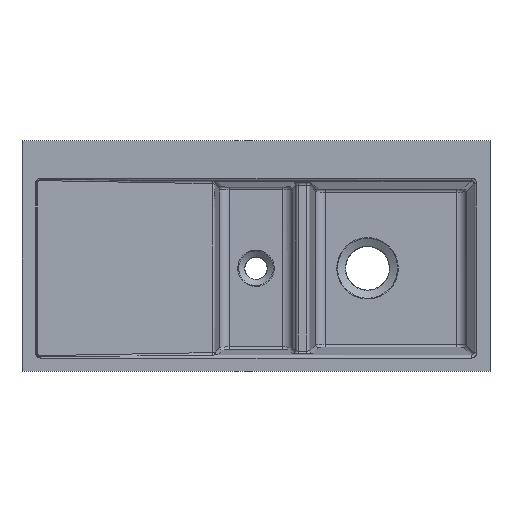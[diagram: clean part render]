
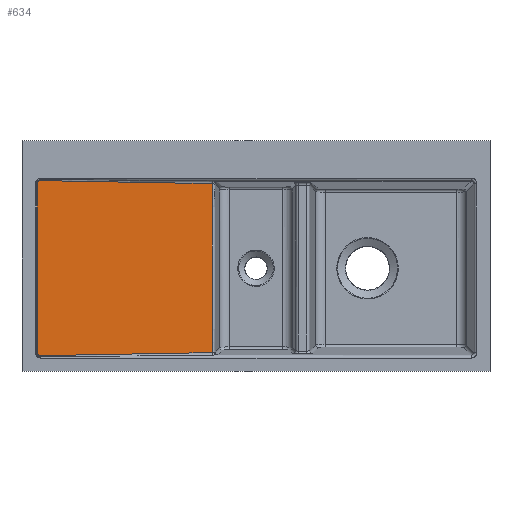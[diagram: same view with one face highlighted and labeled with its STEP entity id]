
A CAD part, top view. The second image highlights one B-rep face of the part: STEP entity #634.
In plain terms, the highlighted free-form (B-spline) face has degree [1, 1] with [2, 2] control points.
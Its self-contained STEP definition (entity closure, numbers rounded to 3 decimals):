
#257=FACE_OUTER_BOUND('',#833,.T.);
#460=B_SPLINE_CURVE_WITH_KNOTS('',3,(#6036,#6037,#6038,#6039,#6040,#6041,
#6042,#6043,#6044,#6045,#6046,#6047,#6048,#6049,#6050,#6051),
 .UNSPECIFIED.,.F.,.F.,(4,1,1,1,1,1,1,1,1,2,2,4),(0.,0.25,
0.375,0.438,0.469,0.484,
0.492,0.496,0.498,0.499,
0.5,1.),.UNSPECIFIED.);
#462=B_SPLINE_CURVE_WITH_KNOTS('',3,(#6081,#6082,#6083,#6084,#6085,#6086),
 .UNSPECIFIED.,.F.,.F.,(4,2,4),(0.,0.5,1.),.UNSPECIFIED.);
#464=B_SPLINE_CURVE_WITH_KNOTS('',1,(#6110,#6111),.UNSPECIFIED.,.F.,.F.,
(2,2),(0.,1.),.UNSPECIFIED.);
#466=B_SPLINE_CURVE_WITH_KNOTS('',3,(#6129,#6130,#6131,#6132,#6133,#6134),
 .UNSPECIFIED.,.F.,.F.,(4,2,4),(0.,0.5,1.),.UNSPECIFIED.);
#467=B_SPLINE_CURVE_WITH_KNOTS('',3,(#6155,#6156,#6157,#6158,#6159,#6160,
#6161,#6162,#6163,#6164,#6165,#6166,#6167,#6168,#6169,#6170),
 .UNSPECIFIED.,.F.,.F.,(4,1,1,1,1,1,1,1,1,2,2,4),(0.,0.25,
0.375,0.437,0.469,0.484,
0.492,0.496,0.498,0.499,
0.5,1.),.UNSPECIFIED.);
#472=B_SPLINE_CURVE_WITH_KNOTS('',1,(#6270,#6271),.UNSPECIFIED.,.F.,.F.,
(2,2),(0.,1.),.UNSPECIFIED.);
#634=ADVANCED_FACE('',(#257),#646,.T.);
#646=B_SPLINE_SURFACE_WITH_KNOTS('',1,1,((#6272,#6273),(#6274,#6275)),
 .UNSPECIFIED.,.F.,.F.,.F.,(2,2),(2,2),(0.,1.),(0.,1.),.UNSPECIFIED.);
#833=EDGE_LOOP('',(#1358,#1359,#1360,#1361,#1362,#1363));
#1358=ORIENTED_EDGE('',*,*,#1828,.T.);
#1359=ORIENTED_EDGE('',*,*,#1814,.T.);
#1360=ORIENTED_EDGE('',*,*,#1816,.T.);
#1361=ORIENTED_EDGE('',*,*,#1818,.T.);
#1362=ORIENTED_EDGE('',*,*,#1820,.T.);
#1363=ORIENTED_EDGE('',*,*,#1822,.T.);
#1551=VERTEX_POINT('',#6002);
#1552=VERTEX_POINT('',#6035);
#1553=VERTEX_POINT('',#6080);
#1554=VERTEX_POINT('',#6109);
#1555=VERTEX_POINT('',#6128);
#1556=VERTEX_POINT('',#6154);
#1814=EDGE_CURVE('',#1551,#1552,#460,.T.);
#1816=EDGE_CURVE('',#1552,#1553,#462,.T.);
#1818=EDGE_CURVE('',#1553,#1554,#464,.T.);
#1820=EDGE_CURVE('',#1554,#1555,#466,.T.);
#1822=EDGE_CURVE('',#1555,#1556,#467,.T.);
#1828=EDGE_CURVE('',#1556,#1551,#472,.T.);
#6002=CARTESIAN_POINT('',(-90.682,174.189,32.013));
#6035=CARTESIAN_POINT('',(-443.661,180.426,38.877));
#6036=CARTESIAN_POINT('',(-90.682,174.189,32.013));
#6037=CARTESIAN_POINT('',(-122.795,174.41,32.638));
#6038=CARTESIAN_POINT('',(-168.944,174.813,33.535));
#6039=CARTESIAN_POINT('',(-219.248,175.408,34.513));
#6040=CARTESIAN_POINT('',(-243.516,175.737,34.985));
#6041=CARTESIAN_POINT('',(-255.429,175.909,35.217));
#6042=CARTESIAN_POINT('',(-261.33,175.997,35.331));
#6043=CARTESIAN_POINT('',(-264.267,176.041,35.389));
#6044=CARTESIAN_POINT('',(-265.732,176.064,35.417));
#6045=CARTESIAN_POINT('',(-266.464,176.075,35.431));
#6046=CARTESIAN_POINT('',(-266.777,176.08,35.437));
#6047=CARTESIAN_POINT('',(-266.986,176.083,35.441));
#6048=CARTESIAN_POINT('',(-267.045,176.084,35.443));
#6049=CARTESIAN_POINT('',(-343.643,177.262,36.932));
#6050=CARTESIAN_POINT('',(-402.465,178.709,38.076));
#6051=CARTESIAN_POINT('',(-443.66,180.426,38.877));
#6080=CARTESIAN_POINT('',(-450.854,173.545,39.017));
#6081=CARTESIAN_POINT('',(-443.662,180.426,38.877));
#6082=CARTESIAN_POINT('',(-445.543,180.506,38.913));
#6083=CARTESIAN_POINT('',(-447.373,179.822,38.949));
#6084=CARTESIAN_POINT('',(-450.087,177.23,39.002));
#6085=CARTESIAN_POINT('',(-450.856,175.43,39.017));
#6086=CARTESIAN_POINT('',(-450.854,173.545,39.017));
#6109=CARTESIAN_POINT('',(-450.854,-173.545,39.017));
#6110=CARTESIAN_POINT('',(-450.854,173.544,39.017));
#6111=CARTESIAN_POINT('',(-450.854,-173.544,39.017));
#6128=CARTESIAN_POINT('',(-443.661,-180.426,38.877));
#6129=CARTESIAN_POINT('',(-450.854,-173.545,39.017));
#6130=CARTESIAN_POINT('',(-450.856,-175.426,39.017));
#6131=CARTESIAN_POINT('',(-450.085,-177.23,39.002));
#6132=CARTESIAN_POINT('',(-447.38,-179.817,38.949));
#6133=CARTESIAN_POINT('',(-445.547,-180.506,38.913));
#6134=CARTESIAN_POINT('',(-443.662,-180.426,38.877));
#6154=CARTESIAN_POINT('',(-90.682,-174.189,32.013));
#6155=CARTESIAN_POINT('',(-443.66,-180.426,38.877));
#6156=CARTESIAN_POINT('',(-423.063,-179.568,38.476));
#6157=CARTESIAN_POINT('',(-385.557,-178.381,37.747));
#6158=CARTESIAN_POINT('',(-330.232,-177.174,36.671));
#6159=CARTESIAN_POINT('',(-299.678,-176.615,36.077));
#6160=CARTESIAN_POINT('',(-283.678,-176.347,35.766));
#6161=CARTESIAN_POINT('',(-275.497,-176.216,35.607));
#6162=CARTESIAN_POINT('',(-271.362,-176.151,35.526));
#6163=CARTESIAN_POINT('',(-269.283,-176.118,35.486));
#6164=CARTESIAN_POINT('',(-268.24,-176.102,35.466));
#6165=CARTESIAN_POINT('',(-267.793,-176.095,35.457));
#6166=CARTESIAN_POINT('',(-267.495,-176.091,35.451));
#6167=CARTESIAN_POINT('',(-267.3,-176.088,35.448));
#6168=CARTESIAN_POINT('',(-213.747,-175.264,34.406));
#6169=CARTESIAN_POINT('',(-154.909,-174.632,33.262));
#6170=CARTESIAN_POINT('',(-90.682,-174.189,32.013));
#6270=CARTESIAN_POINT('',(-90.682,-174.189,32.013));
#6271=CARTESIAN_POINT('',(-90.682,174.189,32.013));
#6272=CARTESIAN_POINT('',(-509.81,285.705,40.163));
#6273=CARTESIAN_POINT('',(-76.482,285.705,31.737));
#6274=CARTESIAN_POINT('',(-509.81,-296.889,40.163));
#6275=CARTESIAN_POINT('',(-76.482,-296.889,31.737));
